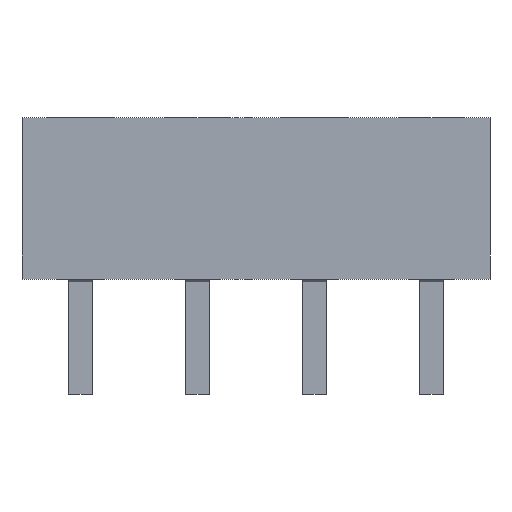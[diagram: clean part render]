
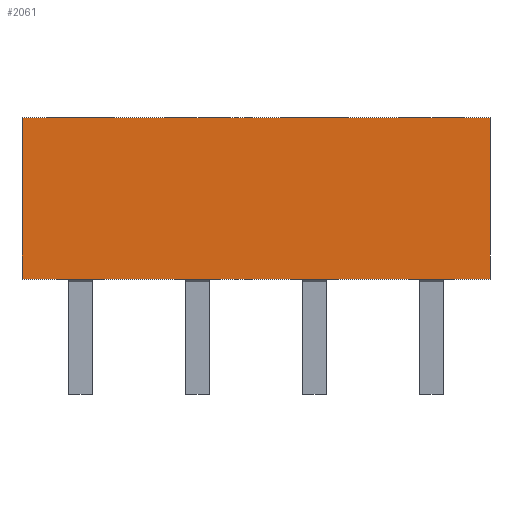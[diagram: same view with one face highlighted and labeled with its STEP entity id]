
A CAD part, front view. The second image highlights one B-rep face of the part: STEP entity #2061.
In plain terms, the highlighted planar face has unit normal (0, -1, 0).
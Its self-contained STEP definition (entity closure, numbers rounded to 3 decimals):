
#71=FACE_OUTER_BOUND('',#193,.T.);
#193=EDGE_LOOP('',(#1491,#1492,#1493,#1494));
#300=LINE('',#2843,#588);
#368=LINE('',#2979,#656);
#373=LINE('',#2988,#661);
#374=LINE('',#2990,#662);
#588=VECTOR('',#2312,10.);
#656=VECTOR('',#2434,10.);
#661=VECTOR('',#2443,10.);
#662=VECTOR('',#2446,10.);
#870=VERTEX_POINT('',#2841);
#871=VERTEX_POINT('',#2842);
#911=VERTEX_POINT('',#2976);
#914=VERTEX_POINT('',#2986);
#1060=EDGE_CURVE('',#870,#871,#300,.T.);
#1128=EDGE_CURVE('',#911,#870,#368,.T.);
#1133=EDGE_CURVE('',#914,#871,#373,.T.);
#1134=EDGE_CURVE('',#914,#911,#374,.T.);
#1491=ORIENTED_EDGE('',*,*,#1134,.F.);
#1492=ORIENTED_EDGE('',*,*,#1133,.T.);
#1493=ORIENTED_EDGE('',*,*,#1060,.F.);
#1494=ORIENTED_EDGE('',*,*,#1128,.F.);
#1943=PLANE('',#2197);
#2061=ADVANCED_FACE('',(#71),#1943,.T.);
#2197=AXIS2_PLACEMENT_3D('',#2989,#2444,#2445);
#2312=DIRECTION('',(1.,0.,0.));
#2434=DIRECTION('',(0.,0.,1.));
#2443=DIRECTION('',(0.,0.,1.));
#2444=DIRECTION('center_axis',(0.,-1.,0.));
#2445=DIRECTION('ref_axis',(1.,0.,0.));
#2446=DIRECTION('',(-1.,0.,0.));
#2841=CARTESIAN_POINT('',(-5.08,-1.25,3.5));
#2842=CARTESIAN_POINT('',(5.08,-1.25,3.5));
#2843=CARTESIAN_POINT('',(5.08,-1.25,3.5));
#2976=CARTESIAN_POINT('',(-5.08,-1.25,0.));
#2979=CARTESIAN_POINT('',(-5.08,-1.25,0.));
#2986=CARTESIAN_POINT('',(5.08,-1.25,0.));
#2988=CARTESIAN_POINT('',(5.08,-1.25,0.));
#2989=CARTESIAN_POINT('Origin',(-5.08,-1.25,0.));
#2990=CARTESIAN_POINT('',(5.08,-1.25,0.));
